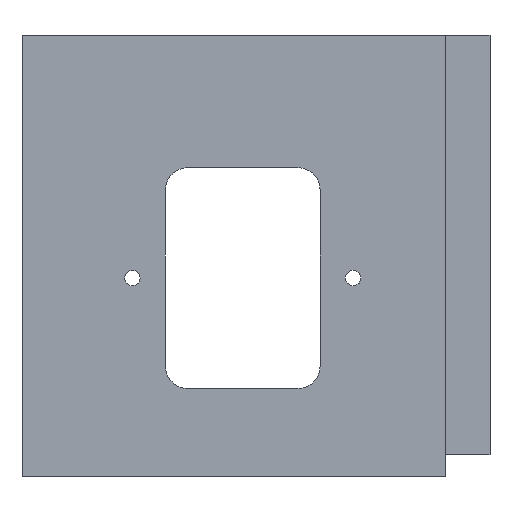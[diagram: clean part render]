
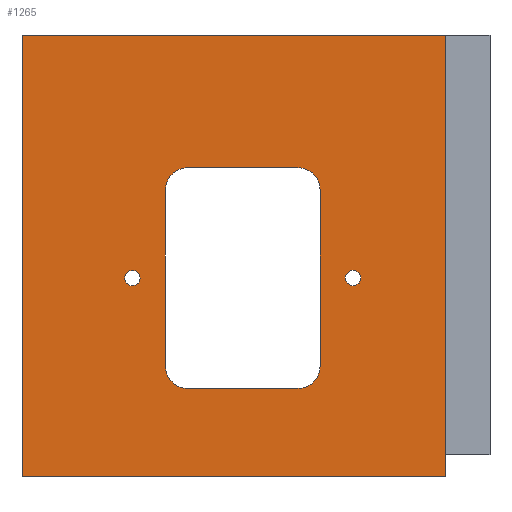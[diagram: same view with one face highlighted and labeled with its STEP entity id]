
A CAD part, front view. The second image highlights one B-rep face of the part: STEP entity #1265.
In plain terms, the highlighted planar face has unit normal (0, -1, 0).
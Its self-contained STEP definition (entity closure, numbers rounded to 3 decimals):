
#683 = VERTEX_POINT('',#684);
#684 = CARTESIAN_POINT('',(23.25,0.,45.));
#690 = EDGE_CURVE('',#683,#683,#691,.T.);
#691 = CIRCLE('',#692,1.75);
#692 = AXIS2_PLACEMENT_3D('',#693,#694,#695);
#693 = CARTESIAN_POINT('',(25.,0.,45.));
#694 = DIRECTION('',(0.,1.,0.));
#695 = DIRECTION('',(-1.,0.,0.));
#708 = VERTEX_POINT('',#709);
#709 = CARTESIAN_POINT('',(73.25,0.,45.));
#715 = EDGE_CURVE('',#708,#708,#716,.T.);
#716 = CIRCLE('',#717,1.75);
#717 = AXIS2_PLACEMENT_3D('',#718,#719,#720);
#718 = CARTESIAN_POINT('',(75.,0.,45.));
#719 = DIRECTION('',(0.,1.,0.));
#720 = DIRECTION('',(-1.,0.,0.));
#732 = VERTEX_POINT('',#733);
#733 = CARTESIAN_POINT('',(67.5,0.,65.));
#741 = VERTEX_POINT('',#742);
#742 = CARTESIAN_POINT('',(67.5,0.,25.));
#748 = EDGE_CURVE('',#741,#732,#749,.T.);
#749 = LINE('',#750,#751);
#750 = CARTESIAN_POINT('',(67.5,0.,12.5));
#751 = VECTOR('',#752,1.);
#752 = DIRECTION('',(0.,0.,1.));
#763 = VERTEX_POINT('',#764);
#764 = CARTESIAN_POINT('',(62.5,0.,20.));
#772 = EDGE_CURVE('',#741,#763,#773,.T.);
#773 = CIRCLE('',#774,5.);
#774 = AXIS2_PLACEMENT_3D('',#775,#776,#777);
#775 = CARTESIAN_POINT('',(62.5,0.,25.));
#776 = DIRECTION('',(0.,1.,0.));
#777 = DIRECTION('',(-1.,0.,0.));
#790 = VERTEX_POINT('',#791);
#791 = CARTESIAN_POINT('',(62.5,0.,70.));
#797 = EDGE_CURVE('',#790,#732,#798,.T.);
#798 = CIRCLE('',#799,5.);
#799 = AXIS2_PLACEMENT_3D('',#800,#801,#802);
#800 = CARTESIAN_POINT('',(62.5,0.,65.));
#801 = DIRECTION('',(0.,1.,0.));
#802 = DIRECTION('',(-1.,0.,0.));
#815 = VERTEX_POINT('',#816);
#816 = CARTESIAN_POINT('',(37.5,0.,20.));
#822 = EDGE_CURVE('',#815,#763,#823,.T.);
#823 = LINE('',#824,#825);
#824 = CARTESIAN_POINT('',(18.75,0.,20.));
#825 = VECTOR('',#826,1.);
#826 = DIRECTION('',(1.,0.,0.));
#837 = VERTEX_POINT('',#838);
#838 = CARTESIAN_POINT('',(37.5,0.,70.));
#846 = EDGE_CURVE('',#790,#837,#847,.T.);
#847 = LINE('',#848,#849);
#848 = CARTESIAN_POINT('',(31.25,0.,70.));
#849 = VECTOR('',#850,1.);
#850 = DIRECTION('',(-1.,0.,0.));
#861 = VERTEX_POINT('',#862);
#862 = CARTESIAN_POINT('',(32.5,0.,25.));
#870 = EDGE_CURVE('',#815,#861,#871,.T.);
#871 = CIRCLE('',#872,5.);
#872 = AXIS2_PLACEMENT_3D('',#873,#874,#875);
#873 = CARTESIAN_POINT('',(37.5,0.,25.));
#874 = DIRECTION('',(0.,1.,0.));
#875 = DIRECTION('',(-1.,0.,0.));
#888 = VERTEX_POINT('',#889);
#889 = CARTESIAN_POINT('',(32.5,0.,65.));
#895 = EDGE_CURVE('',#888,#837,#896,.T.);
#896 = CIRCLE('',#897,5.);
#897 = AXIS2_PLACEMENT_3D('',#898,#899,#900);
#898 = CARTESIAN_POINT('',(37.5,0.,65.));
#899 = DIRECTION('',(0.,1.,0.));
#900 = DIRECTION('',(-1.,0.,0.));
#913 = EDGE_CURVE('',#888,#861,#914,.T.);
#914 = LINE('',#915,#916);
#915 = CARTESIAN_POINT('',(32.5,0.,32.5));
#916 = VECTOR('',#917,1.);
#917 = DIRECTION('',(0.,0.,-1.));
#1265 = ADVANCED_FACE('',(#1266,#1308,#1311,#1321),#1324,.F.);
#1266 = FACE_BOUND('',#1267,.F.);
#1267 = EDGE_LOOP('',(#1268,#1278,#1286,#1294,#1302));
#1268 = ORIENTED_EDGE('',*,*,#1269,.T.);
#1269 = EDGE_CURVE('',#1270,#1272,#1274,.T.);
#1270 = VERTEX_POINT('',#1271);
#1271 = CARTESIAN_POINT('',(0.,0.,0.));
#1272 = VERTEX_POINT('',#1273);
#1273 = CARTESIAN_POINT('',(0.,0.,100.));
#1274 = LINE('',#1275,#1276);
#1275 = CARTESIAN_POINT('',(0.,0.,0.));
#1276 = VECTOR('',#1277,1.);
#1277 = DIRECTION('',(0.,0.,1.));
#1278 = ORIENTED_EDGE('',*,*,#1279,.T.);
#1279 = EDGE_CURVE('',#1272,#1280,#1282,.T.);
#1280 = VERTEX_POINT('',#1281);
#1281 = CARTESIAN_POINT('',(96.,0.,100.));
#1282 = LINE('',#1283,#1284);
#1283 = CARTESIAN_POINT('',(0.,0.,100.));
#1284 = VECTOR('',#1285,1.);
#1285 = DIRECTION('',(1.,0.,0.));
#1286 = ORIENTED_EDGE('',*,*,#1287,.F.);
#1287 = EDGE_CURVE('',#1288,#1280,#1290,.T.);
#1288 = VERTEX_POINT('',#1289);
#1289 = CARTESIAN_POINT('',(96.,0.,5.));
#1290 = LINE('',#1291,#1292);
#1291 = CARTESIAN_POINT('',(96.,0.,0.));
#1292 = VECTOR('',#1293,1.);
#1293 = DIRECTION('',(0.,0.,1.));
#1294 = ORIENTED_EDGE('',*,*,#1295,.F.);
#1295 = EDGE_CURVE('',#1296,#1288,#1298,.T.);
#1296 = VERTEX_POINT('',#1297);
#1297 = CARTESIAN_POINT('',(96.,0.,0.));
#1298 = LINE('',#1299,#1300);
#1299 = CARTESIAN_POINT('',(96.,0.,0.));
#1300 = VECTOR('',#1301,1.);
#1301 = DIRECTION('',(0.,0.,1.));
#1302 = ORIENTED_EDGE('',*,*,#1303,.F.);
#1303 = EDGE_CURVE('',#1270,#1296,#1304,.T.);
#1304 = LINE('',#1305,#1306);
#1305 = CARTESIAN_POINT('',(0.,0.,0.));
#1306 = VECTOR('',#1307,1.);
#1307 = DIRECTION('',(1.,0.,0.));
#1308 = FACE_BOUND('',#1309,.F.);
#1309 = EDGE_LOOP('',(#1310));
#1310 = ORIENTED_EDGE('',*,*,#690,.F.);
#1311 = FACE_BOUND('',#1312,.F.);
#1312 = EDGE_LOOP('',(#1313,#1314,#1315,#1316,#1317,#1318,#1319,#1320));
#1313 = ORIENTED_EDGE('',*,*,#797,.F.);
#1314 = ORIENTED_EDGE('',*,*,#846,.T.);
#1315 = ORIENTED_EDGE('',*,*,#895,.F.);
#1316 = ORIENTED_EDGE('',*,*,#913,.T.);
#1317 = ORIENTED_EDGE('',*,*,#870,.F.);
#1318 = ORIENTED_EDGE('',*,*,#822,.T.);
#1319 = ORIENTED_EDGE('',*,*,#772,.F.);
#1320 = ORIENTED_EDGE('',*,*,#748,.T.);
#1321 = FACE_BOUND('',#1322,.F.);
#1322 = EDGE_LOOP('',(#1323));
#1323 = ORIENTED_EDGE('',*,*,#715,.F.);
#1324 = PLANE('',#1325);
#1325 = AXIS2_PLACEMENT_3D('',#1326,#1327,#1328);
#1326 = CARTESIAN_POINT('',(0.,0.,0.));
#1327 = DIRECTION('',(0.,1.,0.));
#1328 = DIRECTION('',(1.,0.,0.));
